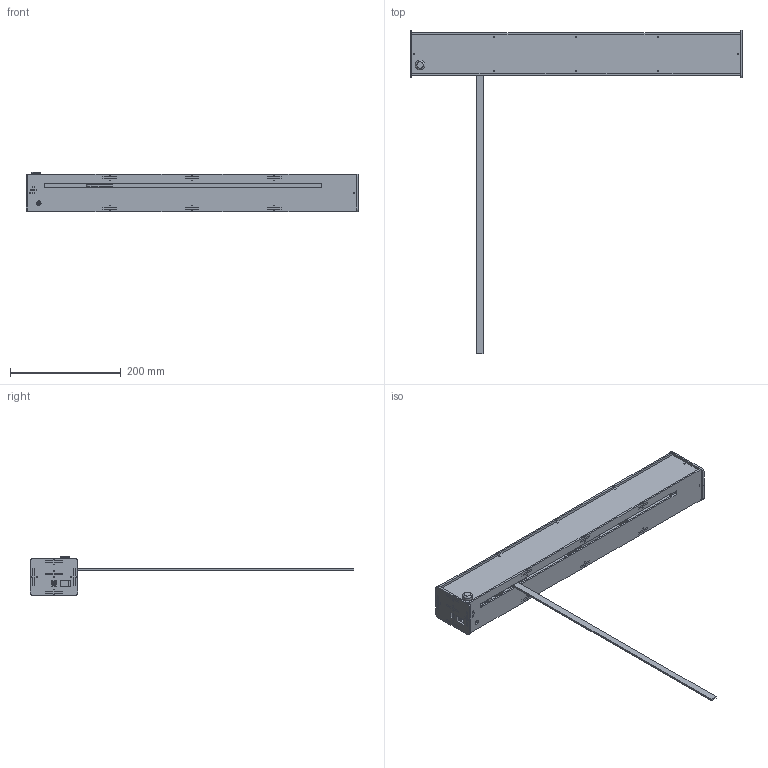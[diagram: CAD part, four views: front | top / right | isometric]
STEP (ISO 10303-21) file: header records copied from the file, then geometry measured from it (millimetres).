
FILE_DESCRIPTION (( 'STEP AP203' ), '1' );
FILE_NAME ('just_in_time.STEP', '2020-02-22T17:50:42', ( '' ), ( '' ), 'SwSTEP 2.0', 'SolidWorks 2018', '' );
FILE_SCHEMA (( 'CONFIG_CONTROL_DESIGN' ));
Length unit declared in the file: millimetre
Products named in the file (47): 12V_5A_power_supply; Crystal; switch; Pin; linear_axis_rail; 5mm_bore_20_tooth_pulley; limit_switch_SS_01GL_E; Pin (1); respacks; just_in_time; back_plate; 4x13x6mm_v_bearing; 12V_to_5V_dc-dc_converter; front_plate; chip1; rail_support; PinEnd; cap; bottom_plate; SS_01GL_E_ACTUATOR; Chip; led_cart; respack; SS_01GL_E_BASE; USB; PCB; PinRow2; BottomFace; Led; Led (1); right_side_plate; caps; 12mm_momentary_button_switch; Resistors; Leds; Res; nema_17_stepper_motor_20mm; top_plate; TopFace; Arduino_Nano ...
Assembly tree (90 placements, depth 6):
  just_in_time
    linear_axis_rail
    led_cart
    nema_17_stepper_motor_20mm
    4x13x6mm_v_bearing  x2
    5mm_bore_20_tooth_pulley
    5mm_bore_6mm_belt_idler
    back_plate
    front_plate
    12V_5A_power_supply
    limit_switch_SS_01GL_E
      SS_01GL_E_BASE
      SS_01GL_E_ACTUATOR
    Arduino_Nano
      PCB
        PCB
        TopFace
          switch
          Leds
            Led  x3
            Led (1)
          PinEnd
            Pin  x6
          chip1
          USB
          Crystal
        BottomFace
          PinRow2
            Pin (1)  x15
          PinRow1
            Pin  x15
          Resistors
            Res  x5
          caps
            cap  x2
          Chip
          respacks
            respack  x2
          diode
          vreg
    microcontroller_mount
    bottom_plate
    top_plate
    left_side_plate
    12V_to_5V_dc-dc_converter
    right_side_plate
    rail_support  x2
    12mm_momentary_button_switch
Bounding box: 600.35 x 584.42 x 71.55 mm (x, y, z)
Volume: 877150.5 mm3; surface area: 488846.9 mm2
Topology: 283 solids, 283 shells, 3714 faces, 9234 edges, 6038 vertices
Faces by surface type: plane 3075, cylinder 432, bspline 125, cone 80, torus 2
Entity records: 73578 total; most frequent: CARTESIAN_POINT 14778, ORIENTED_EDGE 10912, DIRECTION 10259, EDGE_CURVE 5456, VECTOR 4649, LINE 4649, VERTEX_POINT 3620, AXIS2_PLACEMENT_3D 2805
